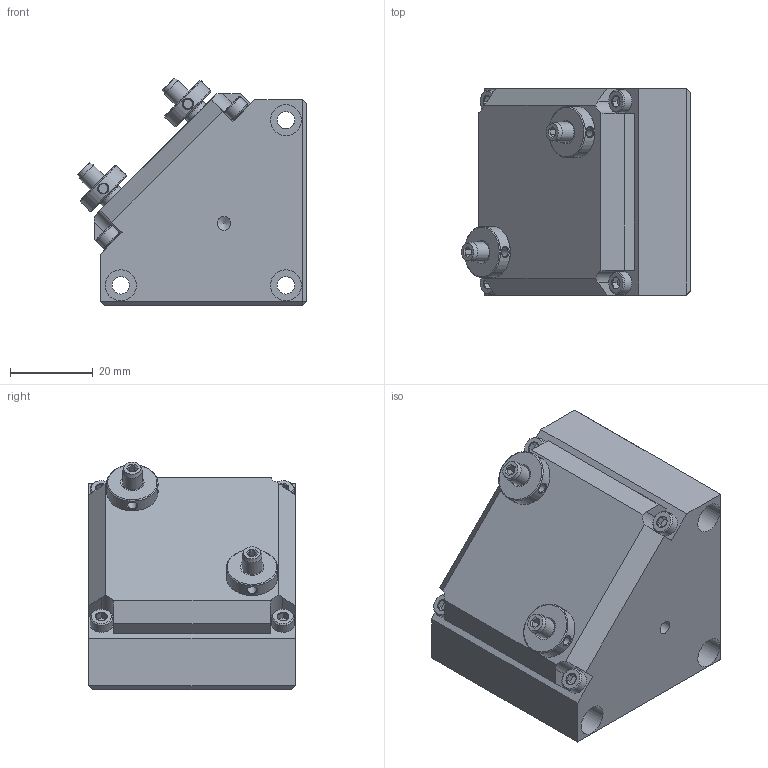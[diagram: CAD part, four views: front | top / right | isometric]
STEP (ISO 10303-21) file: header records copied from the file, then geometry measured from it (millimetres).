
FILE_DESCRIPTION(/* description */ (''),/* implementation_level */ '2;1');
FILE_NAME(/* name */ 'XYIND-2R.step',/* time_stamp */ '2022-05-12T11:29:59+03:00',/* author */ (''),/* organization */ (''),/* preprocessor_version */ 'ST-DEVELOPER v18.1',/* originating_system */ 'Autodesk Translation Framework v10.14.0.1471',/* authorisation */ '');
FILE_SCHEMA (('AUTOMOTIVE_DESIGN { 1 0 10303 214 3 1 1 }'));
Length unit declared in the file: millimetre
Products named in the file (7): XYIND-2R; Screw (1); XYIND-05-02; M3x4 Cup screw; Plug; Adjustment screw with lock\; Screw
Assembly tree (14 placements, depth 2):
  XYIND-2R
    Screw (1)  x4
    XYIND-05-02
    M3x4 Cup screw
    Plug  x2
    Adjustment screw with lock\  x2
    Screw  x4
Bounding box: 55.5 x 50 x 55.22 mm (x, y, z)
Volume: 66694.4 mm3; surface area: 33967.7 mm2
Topology: 15 solids, 18 shells, 1073 faces, 2744 edges, 1766 vertices
Faces by surface type: cylinder 581, plane 294, cone 131, bspline 62, torus 3, sphere 2
Full cylindrical faces by diameter (mm): 1.145 x132, 1.271 x4, 1.6 x128, 2.15 x4, 2.2 x4, 2.286 x8, 2.35 x67, 2.529 x5, 3 x75, 3.188 x2, 3.2 x4, 3.332 x6, 3.8 x4, 4 x6, 4.234 x3, 4.763 x6, 5.5 x4, 5.626 x2, 6 x2, 6.134 x2, 6.14 x2, 6.5 x2, 6.858 x2, 7.1 x2, 7.2 x5, 7.5 x3, 12.446 x2, 22.911 x1, 24 x1, 25.5 x1
Entity records: 29910 total; most frequent: CARTESIAN_POINT 16511, ORIENTED_EDGE 2800, DIRECTION 2546, EDGE_CURVE 1400, AXIS2_PLACEMENT_3D 956, VERTEX_POINT 917, EDGE_LOOP 667, LINE 634
